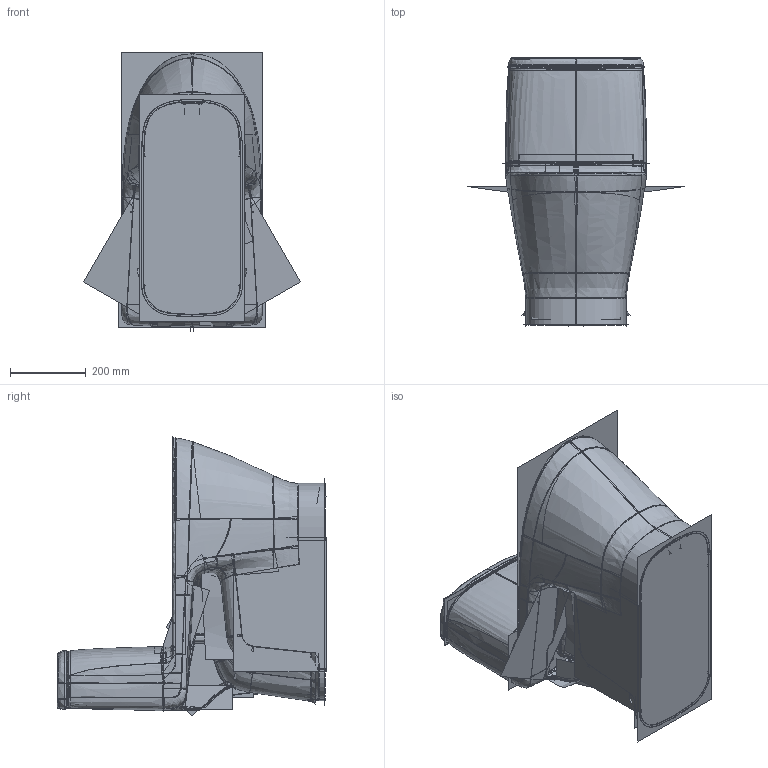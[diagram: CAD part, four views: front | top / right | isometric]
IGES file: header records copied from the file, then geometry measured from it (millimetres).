
Start section:  PTC IGES file: LOVEN OP EXPOSED.igs
Global section: file name: LOVEN OP EXPOSED.igs; native system: Creo Parametric by PTC Inc.; preprocessor: 2021072; author: 11016076; organization: Unknown; date: 20230930.162022; units: inch
Bounding box: 571.3 x 710.68 x 738.76 mm (x, y, z)
Surface area: 6172738.9 mm2 (no closed solid volume)
Topology: 0 solids, 0 shells, 2186 faces, 30144 edges, 38995 vertices
Faces by surface type: bspline 1802, revolution 340, extrusion 44
